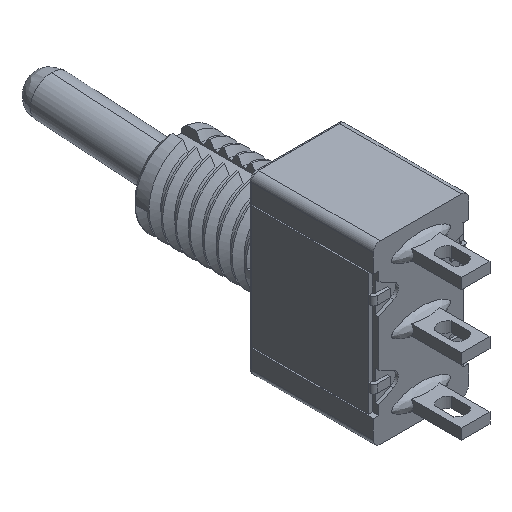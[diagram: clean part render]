
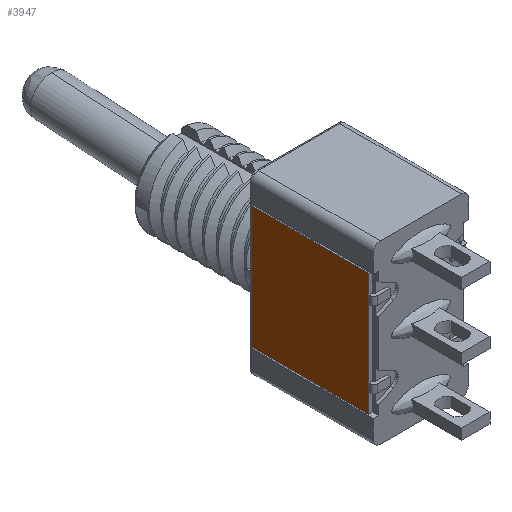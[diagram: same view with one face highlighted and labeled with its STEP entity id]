
A CAD part, isometric view. The second image highlights one B-rep face of the part: STEP entity #3947.
In plain terms, the highlighted planar face has unit normal (-1, 0, 0).
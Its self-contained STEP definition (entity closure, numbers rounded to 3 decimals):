
#132 = ORIENTED_EDGE ( 'NONE', *, *, #14034, .T. ) ;
#708 = EDGE_LOOP ( 'NONE', ( #14418, #132, #7183, #12972 ) ) ;
#1404 = VERTEX_POINT ( 'NONE', #1602 ) ;
#1602 = CARTESIAN_POINT ( 'NONE',  ( -3.43, 8.79, 4.4 ) ) ;
#1624 = EDGE_CURVE ( 'NONE', #10656, #11430, #12031, .T. ) ;
#1913 = AXIS2_PLACEMENT_3D ( 'NONE', #8775, #14237, #1919 ) ;
#1919 = DIRECTION ( 'NONE',  ( 0., 0., -1. ) ) ;
#2894 = VECTOR ( 'NONE', #4306, 1000. ) ;
#3087 = FACE_OUTER_BOUND ( 'NONE', #708, .T. ) ;
#3947 = ADVANCED_FACE ( 'NONE', ( #3087 ), #14453, .F. ) ;
#4306 = DIRECTION ( 'NONE',  ( 0., 1., 0. ) ) ;
#4369 = CARTESIAN_POINT ( 'NONE',  ( -3.43, 8.79, 0. ) ) ;
#5235 = VECTOR ( 'NONE', #13666, 1000. ) ;
#5423 = CARTESIAN_POINT ( 'NONE',  ( -3.43, 0.35, -4.4 ) ) ;
#5436 = VERTEX_POINT ( 'NONE', #13316 ) ;
#5488 = CARTESIAN_POINT ( 'NONE',  ( -3.43, 0.35, 4.4 ) ) ;
#7183 = ORIENTED_EDGE ( 'NONE', *, *, #7677, .F. ) ;
#7607 = VECTOR ( 'NONE', #10722, 1000. ) ;
#7623 = EDGE_CURVE ( 'NONE', #10656, #1404, #13058, .T. ) ;
#7677 = EDGE_CURVE ( 'NONE', #11430, #5436, #12488, .T. ) ;
#7929 = VECTOR ( 'NONE', #8766, 1000. ) ;
#8766 = DIRECTION ( 'NONE',  ( 0., 0., -1. ) ) ;
#8775 = CARTESIAN_POINT ( 'NONE',  ( -3.43, 4.57, 0. ) ) ;
#8846 = CARTESIAN_POINT ( 'NONE',  ( -3.43, 4.57, 4.4 ) ) ;
#9615 = CARTESIAN_POINT ( 'NONE',  ( -3.43, 0.35, 0. ) ) ;
#9876 = LINE ( 'NONE', #4369, #7929 ) ;
#10203 = CARTESIAN_POINT ( 'NONE',  ( -3.43, 4.57, -4.4 ) ) ;
#10656 = VERTEX_POINT ( 'NONE', #5488 ) ;
#10722 = DIRECTION ( 'NONE',  ( 0., 0., -1. ) ) ;
#11430 = VERTEX_POINT ( 'NONE', #5423 ) ;
#12031 = LINE ( 'NONE', #9615, #7607 ) ;
#12488 = LINE ( 'NONE', #10203, #5235 ) ;
#12972 = ORIENTED_EDGE ( 'NONE', *, *, #1624, .F. ) ;
#13058 = LINE ( 'NONE', #8846, #2894 ) ;
#13316 = CARTESIAN_POINT ( 'NONE',  ( -3.43, 8.79, -4.4 ) ) ;
#13666 = DIRECTION ( 'NONE',  ( 0., 1., 0. ) ) ;
#14034 = EDGE_CURVE ( 'NONE', #1404, #5436, #9876, .T. ) ;
#14237 = DIRECTION ( 'NONE',  ( 1., 0., 0. ) ) ;
#14418 = ORIENTED_EDGE ( 'NONE', *, *, #7623, .T. ) ;
#14453 = PLANE ( 'NONE',  #1913 ) ;
